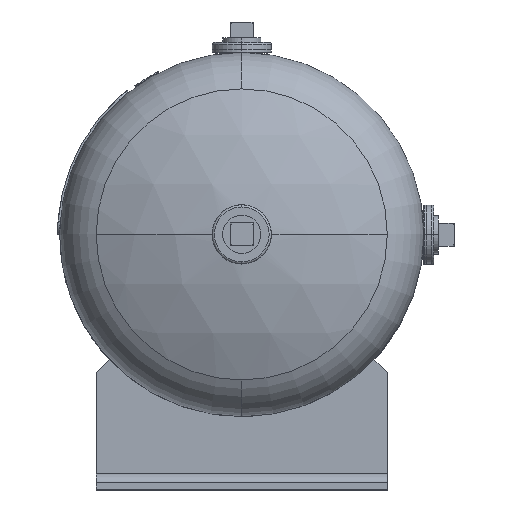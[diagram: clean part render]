
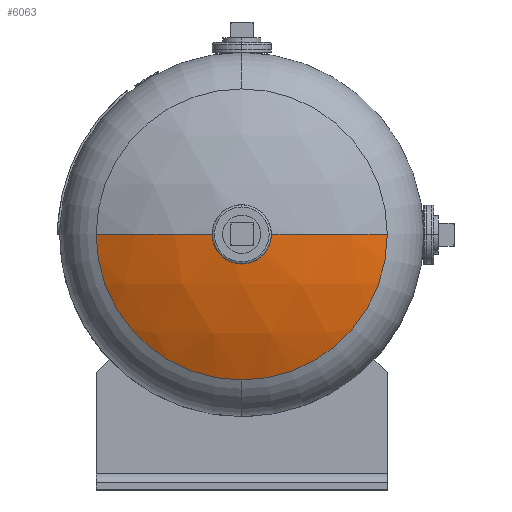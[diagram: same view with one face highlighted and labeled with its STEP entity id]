
A CAD part, top view. The second image highlights one B-rep face of the part: STEP entity #6063.
In plain terms, the highlighted spherical face has radius 228.6 mm.
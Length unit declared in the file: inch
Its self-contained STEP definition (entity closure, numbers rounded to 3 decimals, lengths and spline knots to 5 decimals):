
#1129 = AXIS2_PLACEMENT_3D ( 'NONE', #4797, #4765, #4776 ) ;
#1133 = AXIS2_PLACEMENT_3D ( 'NONE', #4805, #4806, #4807 ) ;
#1135 = AXIS2_PLACEMENT_3D ( 'NONE', #4590, #4592, #4591 ) ;
#1136 = AXIS2_PLACEMENT_3D ( 'NONE', #4595, #4593, #4594 ) ;
#1137 = AXIS2_PLACEMENT_3D ( 'NONE', #4596, #4598, #4597 ) ;
#2394 = EDGE_LOOP ( 'NONE', ( #6631, #6687, #6072, #6514, #6747 ) ) ;
#2438 = VERTEX_POINT ( 'NONE', #8819 ) ;
#2440 = VERTEX_POINT ( 'NONE', #8817 ) ;
#2459 = VERTEX_POINT ( 'NONE', #8916 ) ;
#2473 = VERTEX_POINT ( 'NONE', #9100 ) ;
#2475 = VERTEX_POINT ( 'NONE', #9097 ) ;
#2778 = EDGE_CURVE ( 'NONE', #2475, #2459, #7236, .T. ) ;
#2779 = EDGE_CURVE ( 'NONE', #2438, #2440, #7235, .T. ) ;
#2780 = EDGE_CURVE ( 'NONE', #2473, #2440, #7237, .T. ) ;
#2782 = EDGE_CURVE ( 'NONE', #2438, #2475, #7240, .T. ) ;
#2786 = EDGE_CURVE ( 'NONE', #2459, #2473, #7244, .T. ) ;
#4590 = CARTESIAN_POINT ( 'NONE',  ( 0., 0., 7.06226 ) ) ;
#4591 = DIRECTION ( 'NONE',  ( 0., 1., 0. ) ) ;
#4592 = DIRECTION ( 'NONE',  ( 0., 0., -1. ) ) ;
#4593 = DIRECTION ( 'NONE',  ( 0., -1., 0. ) ) ;
#4594 = DIRECTION ( 'NONE',  ( 1., 0., 0. ) ) ;
#4595 = CARTESIAN_POINT ( 'NONE',  ( 0., 0., -1. ) ) ;
#4596 = CARTESIAN_POINT ( 'NONE',  ( 0., 0., -1. ) ) ;
#4597 = DIRECTION ( 'NONE',  ( 0., 0., 1. ) ) ;
#4598 = DIRECTION ( 'NONE',  ( 0., 1., 0. ) ) ;
#4765 = DIRECTION ( 'NONE',  ( 0., 0., -1. ) ) ;
#4776 = DIRECTION ( 'NONE',  ( 0., 1., 0. ) ) ;
#4797 = CARTESIAN_POINT ( 'NONE',  ( 0., 0., 7.06226 ) ) ;
#4805 = CARTESIAN_POINT ( 'NONE',  ( 0., 0., 7.97351 ) ) ;
#4806 = DIRECTION ( 'NONE',  ( 0., 0., 1. ) ) ;
#4807 = DIRECTION ( 'NONE',  ( -1., 0., 0. ) ) ;
#5257 = AXIS2_PLACEMENT_3D ( 'NONE', #8394, #8390, #8396 ) ;
#6063 = ADVANCED_FACE ( 'NONE', ( #7727 ), #7732, .T. ) ;
#6072 = ORIENTED_EDGE ( 'NONE', *, *, #2780, .F. ) ;
#6514 = ORIENTED_EDGE ( 'NONE', *, *, #2786, .F. ) ;
#6631 = ORIENTED_EDGE ( 'NONE', *, *, #2782, .F. ) ;
#6687 = ORIENTED_EDGE ( 'NONE', *, *, #2779, .T. ) ;
#6747 = ORIENTED_EDGE ( 'NONE', *, *, #2778, .F. ) ;
#7235 = CIRCLE ( 'NONE', #1136, 9. ) ;
#7236 = CIRCLE ( 'NONE', #1137, 9. ) ;
#7237 = CIRCLE ( 'NONE', #1135, 4. ) ;
#7240 = CIRCLE ( 'NONE', #1133, 0.69 ) ;
#7244 = CIRCLE ( 'NONE', #1129, 4. ) ;
#7727 = FACE_OUTER_BOUND ( 'NONE', #2394, .T. ) ;
#7732 = SPHERICAL_SURFACE ( 'NONE', #5257, 9. ) ;
#8390 = DIRECTION ( 'NONE',  ( 0., -1., 0. ) ) ;
#8394 = CARTESIAN_POINT ( 'NONE',  ( 0., 0., -1. ) ) ;
#8396 = DIRECTION ( 'NONE',  ( 1., 0., 0. ) ) ;
#8817 = CARTESIAN_POINT ( 'NONE',  ( -4., 0., 7.06226 ) ) ;
#8819 = CARTESIAN_POINT ( 'NONE',  ( -0.69, 0., 7.97351 ) ) ;
#8916 = CARTESIAN_POINT ( 'NONE',  ( 4., 0., 7.06226 ) ) ;
#9097 = CARTESIAN_POINT ( 'NONE',  ( 0.69, 0., 7.97351 ) ) ;
#9100 = CARTESIAN_POINT ( 'NONE',  ( 0., -4., 7.06226 ) ) ;
